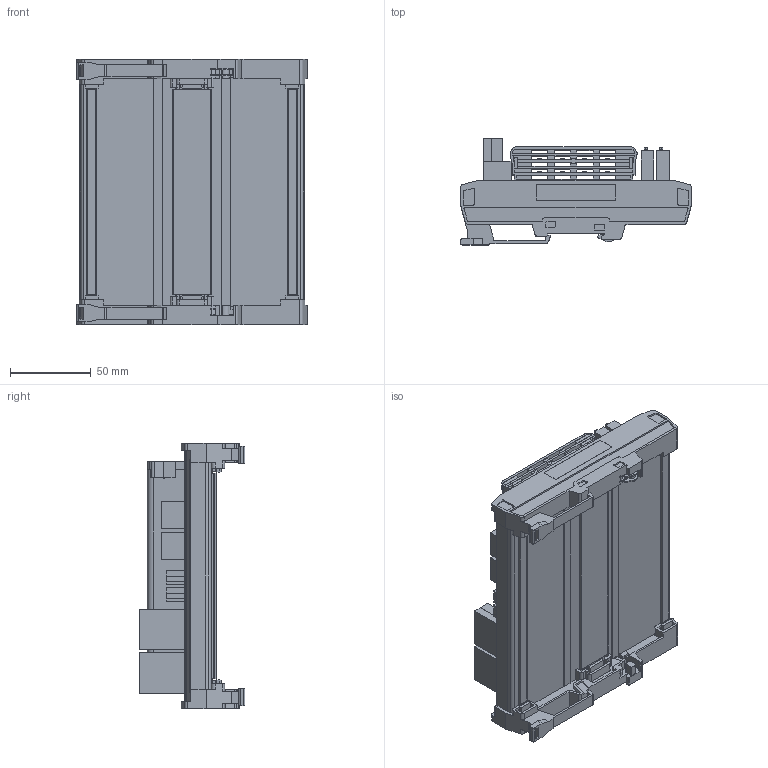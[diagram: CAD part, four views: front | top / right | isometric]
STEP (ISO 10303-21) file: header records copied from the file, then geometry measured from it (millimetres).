
FILE_DESCRIPTION(/* description */ (''),/* implementation_level */ '2;1');
FILE_NAME(/* name */ '7300.018897C.stp',/* time_stamp */ '2023-09-22T09:37:32+02:00',/* author */ ('stefan.mueller'),/* organization */ (''),/* preprocessor_version */ 'ST-DEVELOPER v18.1',/* originating_system */ 'Autodesk Inventor 2021',/* authorisation */ '');
FILE_SCHEMA (('AUTOMOTIVE_DESIGN { 1 0 10303 214 3 1 1 }'));
Products named in the file (1): ENG-114340.018897_Shrinkwrap_1
Bounding box: 142.3 x 65.45 x 164 mm (x, y, z)
Volume: 274007.3 mm3; surface area: 223352.6 mm2
Topology: 1 solids, 4 shells, 3460 faces, 9955 edges, 6573 vertices
Faces by surface type: plane 2851, cylinder 581, torus 10, cone 9, bspline 8, sphere 1
Full cylindrical faces by diameter (mm): 0.8 x2, 1.1 x8, 1.2 x50, 1.3 x6, 1.5 x6, 1.7 x12, 2.5 x16, 3 x9, 3.2 x8, 5.6 x1
Entity records: 116385 total; most frequent: CARTESIAN_POINT 20517, ORIENTED_EDGE 19910, DIRECTION 18099, EDGE_CURVE 9955, LINE 8653, VECTOR 8653, VERTEX_POINT 6573, AXIS2_PLACEMENT_3D 4723
